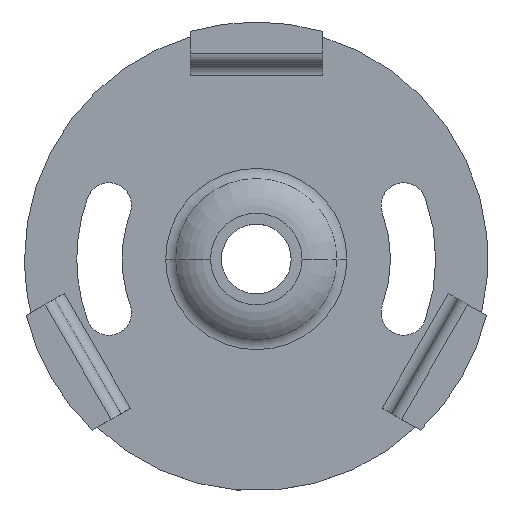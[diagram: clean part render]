
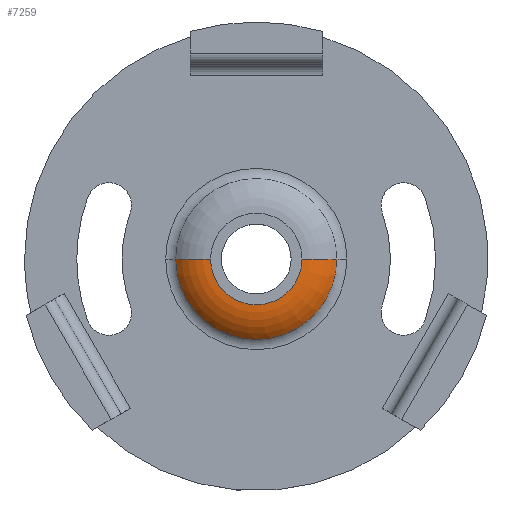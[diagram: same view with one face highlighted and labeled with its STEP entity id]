
A CAD part, top view. The second image highlights one B-rep face of the part: STEP entity #7259.
In plain terms, the highlighted toroidal (fillet/blend) face has major radius 6.563 mm and minor radius 6.8 mm.
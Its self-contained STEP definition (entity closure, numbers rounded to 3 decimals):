
#127 = CIRCLE ( 'NONE', #13726, 11.537 ) ;
#238 = EDGE_CURVE ( 'NONE', #16039, #6724, #13902, .T. ) ;
#496 = CARTESIAN_POINT ( 'NONE',  ( 6.563, 0., 4.8 ) ) ;
#1764 = DIRECTION ( 'NONE',  ( -1., 0., 0. ) ) ;
#2025 = AXIS2_PLACEMENT_3D ( 'NONE', #11235, #4688, #9972 ) ;
#2365 = TOROIDAL_SURFACE ( 'NONE', #3619, 6.563, 6.8 ) ;
#2982 = EDGE_CURVE ( 'NONE', #16700, #16039, #12453, .T. ) ;
#3619 = AXIS2_PLACEMENT_3D ( 'NONE', #4271, #9443, #1764 ) ;
#3663 = VERTEX_POINT ( 'NONE', #15683 ) ;
#4212 = ORIENTED_EDGE ( 'NONE', *, *, #5491, .F. ) ;
#4271 = CARTESIAN_POINT ( 'NONE',  ( 0., 0., -2. ) ) ;
#4688 = DIRECTION ( 'NONE',  ( 0., 1., 0. ) ) ;
#5112 = DIRECTION ( 'NONE',  ( 0., 0., -1. ) ) ;
#5419 = CIRCLE ( 'NONE', #15517, 6.8 ) ;
#5463 = CARTESIAN_POINT ( 'NONE',  ( -6.563, 0., -2. ) ) ;
#5491 = EDGE_CURVE ( 'NONE', #6724, #3663, #127, .T. ) ;
#6482 = CARTESIAN_POINT ( 'NONE',  ( 11.537, 0., 2.636 ) ) ;
#6724 = VERTEX_POINT ( 'NONE', #6482 ) ;
#7259 = ADVANCED_FACE ( 'NONE', ( #10561 ), #2365, .T. ) ;
#8103 = DIRECTION ( 'NONE',  ( 1., 0., 0. ) ) ;
#9443 = DIRECTION ( 'NONE',  ( 0., 0., -1. ) ) ;
#9972 = DIRECTION ( 'NONE',  ( -1., 0., 0. ) ) ;
#10561 = FACE_OUTER_BOUND ( 'NONE', #15012, .T. ) ;
#11235 = CARTESIAN_POINT ( 'NONE',  ( 6.563, 0., -2. ) ) ;
#11961 = DIRECTION ( 'NONE',  ( 0., 0., 1. ) ) ;
#12340 = AXIS2_PLACEMENT_3D ( 'NONE', #15973, #11961, #8103 ) ;
#12453 = CIRCLE ( 'NONE', #12340, 6.563 ) ;
#12535 = CARTESIAN_POINT ( 'NONE',  ( -6.563, 0., 4.8 ) ) ;
#13046 = ORIENTED_EDGE ( 'NONE', *, *, #238, .F. ) ;
#13726 = AXIS2_PLACEMENT_3D ( 'NONE', #16046, #16099, #14731 ) ;
#13902 = CIRCLE ( 'NONE', #2025, 6.8 ) ;
#14065 = EDGE_CURVE ( 'NONE', #16700, #3663, #5419, .T. ) ;
#14648 = DIRECTION ( 'NONE',  ( 0., -1., 0. ) ) ;
#14731 = DIRECTION ( 'NONE',  ( 1., 0., 0. ) ) ;
#14768 = ORIENTED_EDGE ( 'NONE', *, *, #14065, .T. ) ;
#15012 = EDGE_LOOP ( 'NONE', ( #13046, #15493, #14768, #4212 ) ) ;
#15493 = ORIENTED_EDGE ( 'NONE', *, *, #2982, .F. ) ;
#15517 = AXIS2_PLACEMENT_3D ( 'NONE', #5463, #14648, #5112 ) ;
#15683 = CARTESIAN_POINT ( 'NONE',  ( -11.537, 0., 2.636 ) ) ;
#15973 = CARTESIAN_POINT ( 'NONE',  ( 0., 0., 4.8 ) ) ;
#16039 = VERTEX_POINT ( 'NONE', #496 ) ;
#16046 = CARTESIAN_POINT ( 'NONE',  ( 0., 0., 2.636 ) ) ;
#16099 = DIRECTION ( 'NONE',  ( 0., 0., -1. ) ) ;
#16700 = VERTEX_POINT ( 'NONE', #12535 ) ;
